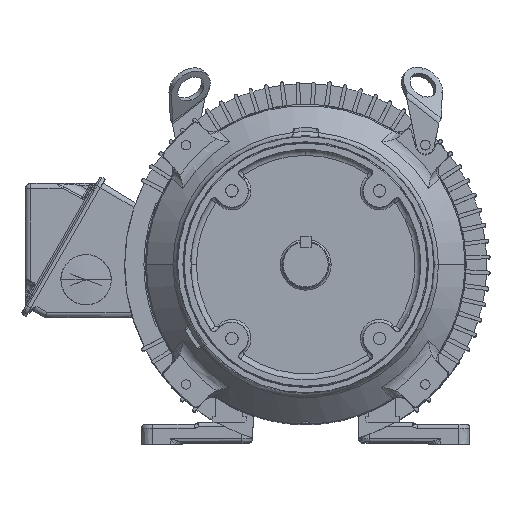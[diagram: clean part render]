
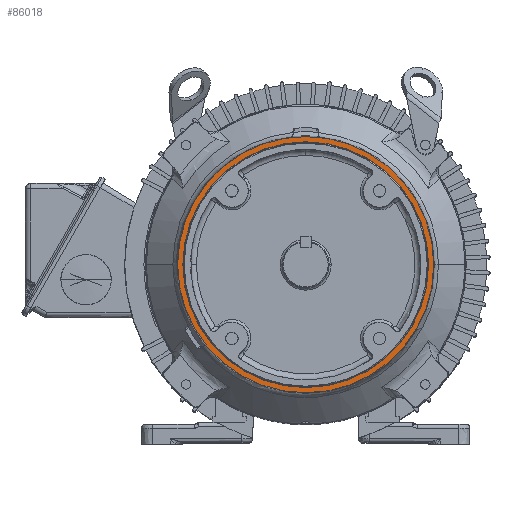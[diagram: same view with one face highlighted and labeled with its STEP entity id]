
A CAD part, top view. The second image highlights one B-rep face of the part: STEP entity #86018.
In plain terms, the highlighted planar face has unit normal (0, 0, 1).
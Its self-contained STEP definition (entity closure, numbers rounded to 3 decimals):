
#245 = DIRECTION ( 'NONE',  ( 0., 0., -1. ) ) ;
#1390 = DIRECTION ( 'NONE',  ( -1., 0., 0. ) ) ;
#3186 = CARTESIAN_POINT ( 'NONE',  ( 0., 0., 9.913 ) ) ;
#7495 = DIRECTION ( 'NONE',  ( -1., 0., 0. ) ) ;
#11886 = AXIS2_PLACEMENT_3D ( 'NONE', #57515, #25382, #89036 ) ;
#17815 = EDGE_CURVE ( 'NONE', #72864, #89405, #90827, .T. ) ;
#17930 = DIRECTION ( 'NONE',  ( 0., 0., -1. ) ) ;
#18699 = FACE_BOUND ( 'NONE', #47463, .T. ) ;
#19921 = ORIENTED_EDGE ( 'NONE', *, *, #91545, .F. ) ;
#20978 = CARTESIAN_POINT ( 'NONE',  ( 0., 4.448, 9.913 ) ) ;
#25382 = DIRECTION ( 'NONE',  ( 0., 0., -1. ) ) ;
#26289 = AXIS2_PLACEMENT_3D ( 'NONE', #88273, #17930, #1390 ) ;
#26350 = VERTEX_POINT ( 'NONE', #20978 ) ;
#27923 = DIRECTION ( 'NONE',  ( 0., 0., -1. ) ) ;
#30517 = CIRCLE ( 'NONE', #40487, 4.448 ) ;
#33732 = ORIENTED_EDGE ( 'NONE', *, *, #85667, .T. ) ;
#34706 = CARTESIAN_POINT ( 'NONE',  ( 0., 0., 9.913 ) ) ;
#34756 = DIRECTION ( 'NONE',  ( -1., 0., 0. ) ) ;
#39970 = CIRCLE ( 'NONE', #11886, 4.448 ) ;
#40487 = AXIS2_PLACEMENT_3D ( 'NONE', #34706, #27923, #66268 ) ;
#40966 = CARTESIAN_POINT ( 'NONE',  ( 0., -4.448, 9.913 ) ) ;
#46205 = AXIS2_PLACEMENT_3D ( 'NONE', #3186, #90602, #34756 ) ;
#47463 = EDGE_LOOP ( 'NONE', ( #57226, #33732 ) ) ;
#55962 = CARTESIAN_POINT ( 'NONE',  ( 4.266, 0., 9.913 ) ) ;
#57226 = ORIENTED_EDGE ( 'NONE', *, *, #17815, .T. ) ;
#57515 = CARTESIAN_POINT ( 'NONE',  ( 0., 0., 9.913 ) ) ;
#60644 = EDGE_LOOP ( 'NONE', ( #19921, #88674 ) ) ;
#66268 = DIRECTION ( 'NONE',  ( 0., 1., 0. ) ) ;
#72864 = VERTEX_POINT ( 'NONE', #76156 ) ;
#74036 = PLANE ( 'NONE',  #46205 ) ;
#76156 = CARTESIAN_POINT ( 'NONE',  ( -4.266, 0., 9.913 ) ) ;
#78360 = CARTESIAN_POINT ( 'NONE',  ( 0., 0., 9.913 ) ) ;
#85667 = EDGE_CURVE ( 'NONE', #89405, #72864, #99085, .T. ) ;
#85881 = AXIS2_PLACEMENT_3D ( 'NONE', #78360, #245, #7495 ) ;
#86018 = ADVANCED_FACE ( 'NONE', ( #89575, #18699 ), #74036, .F. ) ;
#88273 = CARTESIAN_POINT ( 'NONE',  ( 0., 0., 9.913 ) ) ;
#88674 = ORIENTED_EDGE ( 'NONE', *, *, #98537, .F. ) ;
#89036 = DIRECTION ( 'NONE',  ( 0., 1., 0. ) ) ;
#89405 = VERTEX_POINT ( 'NONE', #55962 ) ;
#89575 = FACE_OUTER_BOUND ( 'NONE', #60644, .T. ) ;
#90390 = VERTEX_POINT ( 'NONE', #40966 ) ;
#90602 = DIRECTION ( 'NONE',  ( 0., 0., -1. ) ) ;
#90827 = CIRCLE ( 'NONE', #85881, 4.266 ) ;
#91545 = EDGE_CURVE ( 'NONE', #26350, #90390, #39970, .T. ) ;
#98537 = EDGE_CURVE ( 'NONE', #90390, #26350, #30517, .T. ) ;
#99085 = CIRCLE ( 'NONE', #26289, 4.266 ) ;
